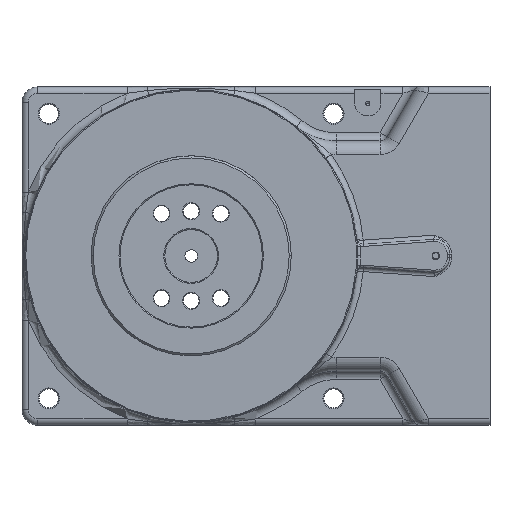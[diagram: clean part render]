
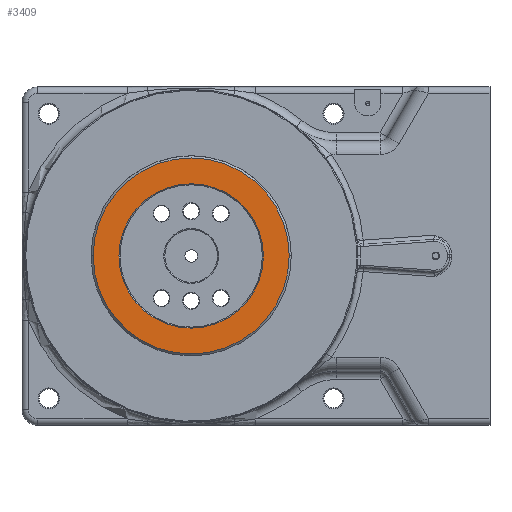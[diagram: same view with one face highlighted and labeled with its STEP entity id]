
A CAD part, top view. The second image highlights one B-rep face of the part: STEP entity #3409.
In plain terms, the highlighted planar face has unit normal (0, 0, 1).
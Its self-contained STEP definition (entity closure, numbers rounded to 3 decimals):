
#193 = CIRCLE ( 'NONE', #3513, 93. ) ;
#567 = CARTESIAN_POINT ( 'NONE',  ( -115.825, -11.434, 518.744 ) ) ;
#669 = DIRECTION ( 'NONE',  ( 0., 0., 1. ) ) ;
#1120 = DIRECTION ( 'NONE',  ( 0., 0., -1. ) ) ;
#1498 = ORIENTED_EDGE ( 'NONE', *, *, #4735, .T. ) ;
#1642 = VERTEX_POINT ( 'NONE', #10825 ) ;
#1788 = EDGE_LOOP ( 'NONE', ( #1498, #5130 ) ) ;
#2020 = CARTESIAN_POINT ( 'NONE',  ( -115.825, -11.434, 518.744 ) ) ;
#2061 = FACE_BOUND ( 'NONE', #5039, .T. ) ;
#2534 = CARTESIAN_POINT ( 'NONE',  ( -208.825, -11.434, 518.744 ) ) ;
#3385 = FACE_OUTER_BOUND ( 'NONE', #1788, .T. ) ;
#3409 = ADVANCED_FACE ( 'NONE', ( #3385, #2061 ), #10288, .F. ) ;
#3513 = AXIS2_PLACEMENT_3D ( 'NONE', #567, #669, #7361 ) ;
#3575 = CARTESIAN_POINT ( 'NONE',  ( -22.825, -11.434, 518.744 ) ) ;
#3978 = CARTESIAN_POINT ( 'NONE',  ( -47.325, -11.434, 518.744 ) ) ;
#4476 = EDGE_CURVE ( 'NONE', #1642, #5576, #10029, .T. ) ;
#4483 = DIRECTION ( 'NONE',  ( 0., 0., -1. ) ) ;
#4662 = AXIS2_PLACEMENT_3D ( 'NONE', #7811, #6941, #8613 ) ;
#4735 = EDGE_CURVE ( 'NONE', #7948, #7752, #193, .T. ) ;
#5039 = EDGE_LOOP ( 'NONE', ( #10718, #5302 ) ) ;
#5101 = DIRECTION ( 'NONE',  ( 0., 0., 1. ) ) ;
#5130 = ORIENTED_EDGE ( 'NONE', *, *, #7088, .T. ) ;
#5302 = ORIENTED_EDGE ( 'NONE', *, *, #4476, .T. ) ;
#5576 = VERTEX_POINT ( 'NONE', #3978 ) ;
#5651 = CIRCLE ( 'NONE', #4662, 68.5 ) ;
#6941 = DIRECTION ( 'NONE',  ( 0., 0., -1. ) ) ;
#6957 = DIRECTION ( 'NONE',  ( -1., 0., 0. ) ) ;
#6964 = CIRCLE ( 'NONE', #10808, 93. ) ;
#7088 = EDGE_CURVE ( 'NONE', #7752, #7948, #6964, .T. ) ;
#7361 = DIRECTION ( 'NONE',  ( -1., 0., 0. ) ) ;
#7751 = DIRECTION ( 'NONE',  ( -1., 0., 0. ) ) ;
#7752 = VERTEX_POINT ( 'NONE', #3575 ) ;
#7811 = CARTESIAN_POINT ( 'NONE',  ( -115.825, -11.434, 518.744 ) ) ;
#7948 = VERTEX_POINT ( 'NONE', #2534 ) ;
#8264 = AXIS2_PLACEMENT_3D ( 'NONE', #8552, #4483, #7751 ) ;
#8370 = CARTESIAN_POINT ( 'NONE',  ( -115.825, -11.434, 518.744 ) ) ;
#8393 = EDGE_CURVE ( 'NONE', #5576, #1642, #5651, .T. ) ;
#8552 = CARTESIAN_POINT ( 'NONE',  ( -115.825, -11.434, 518.744 ) ) ;
#8613 = DIRECTION ( 'NONE',  ( -1., 0., 0. ) ) ;
#9216 = DIRECTION ( 'NONE',  ( -1., 0., 0. ) ) ;
#10029 = CIRCLE ( 'NONE', #10441, 68.5 ) ;
#10288 = PLANE ( 'NONE',  #8264 ) ;
#10441 = AXIS2_PLACEMENT_3D ( 'NONE', #2020, #1120, #6957 ) ;
#10718 = ORIENTED_EDGE ( 'NONE', *, *, #8393, .T. ) ;
#10808 = AXIS2_PLACEMENT_3D ( 'NONE', #8370, #5101, #9216 ) ;
#10825 = CARTESIAN_POINT ( 'NONE',  ( -184.325, -11.434, 518.744 ) ) ;
